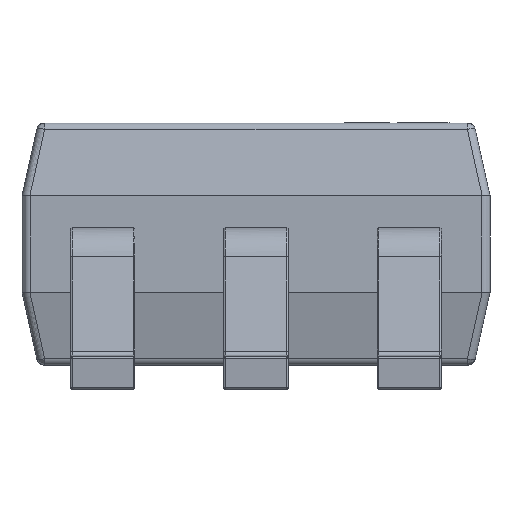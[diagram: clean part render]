
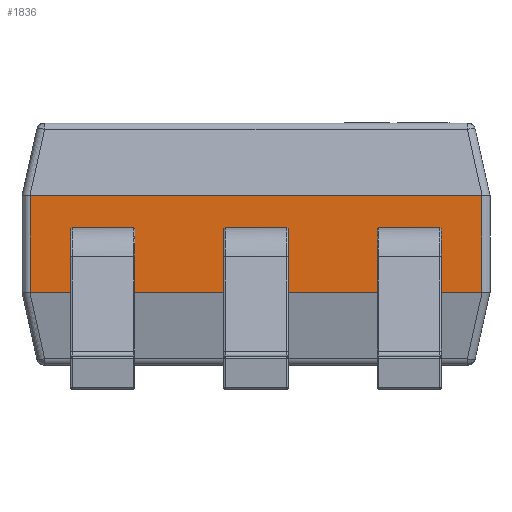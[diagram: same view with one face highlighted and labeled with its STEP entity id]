
A CAD part, left-side view. The second image highlights one B-rep face of the part: STEP entity #1836.
In plain terms, the highlighted free-form (B-spline) face has degree [1, 1] with [2, 2] control points.
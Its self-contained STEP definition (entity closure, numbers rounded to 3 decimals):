
#1836 = ADVANCED_FACE('',(#1837),#1867,.F.);
#1837 = FACE_BOUND('',#1838,.T.);
#1838 = EDGE_LOOP('',(#1839,#1848,#1855,#1862));
#1839 = ORIENTED_EDGE('',*,*,#1840,.T.);
#1840 = EDGE_CURVE('',#1841,#1843,#1845,.T.);
#1841 = VERTEX_POINT('',#1842);
#1842 = CARTESIAN_POINT('',(-0.8,-1.4,1.209));
#1843 = VERTEX_POINT('',#1844);
#1844 = CARTESIAN_POINT('',(-0.8,1.4,1.209));
#1845 = B_SPLINE_CURVE_WITH_KNOTS('',1,(#1846,#1847),.UNSPECIFIED.,.F.,
  .F.,(2,2),(-2.85,-0.05),.PIECEWISE_BEZIER_KNOTS.);
#1846 = CARTESIAN_POINT('',(-0.8,-1.4,1.209));
#1847 = CARTESIAN_POINT('',(-0.8,1.4,1.209));
#1848 = ORIENTED_EDGE('',*,*,#1849,.T.);
#1849 = EDGE_CURVE('',#1843,#1850,#1852,.T.);
#1850 = VERTEX_POINT('',#1851);
#1851 = CARTESIAN_POINT('',(-0.8,1.4,0.609));
#1852 = B_SPLINE_CURVE_WITH_KNOTS('',1,(#1853,#1854),.UNSPECIFIED.,.F.,
  .F.,(2,2),(0.45,1.05),.PIECEWISE_BEZIER_KNOTS.);
#1853 = CARTESIAN_POINT('',(-0.8,1.4,1.209));
#1854 = CARTESIAN_POINT('',(-0.8,1.4,0.609));
#1855 = ORIENTED_EDGE('',*,*,#1856,.T.);
#1856 = EDGE_CURVE('',#1850,#1857,#1859,.T.);
#1857 = VERTEX_POINT('',#1858);
#1858 = CARTESIAN_POINT('',(-0.8,-1.4,0.609));
#1859 = B_SPLINE_CURVE_WITH_KNOTS('',1,(#1860,#1861),.UNSPECIFIED.,.F.,
  .F.,(2,2),(0.05,2.85),.PIECEWISE_BEZIER_KNOTS.);
#1860 = CARTESIAN_POINT('',(-0.8,1.4,0.609));
#1861 = CARTESIAN_POINT('',(-0.8,-1.4,0.609));
#1862 = ORIENTED_EDGE('',*,*,#1863,.T.);
#1863 = EDGE_CURVE('',#1857,#1841,#1864,.T.);
#1864 = B_SPLINE_CURVE_WITH_KNOTS('',1,(#1865,#1866),.UNSPECIFIED.,.F.,
  .F.,(2,2),(-1.05,-0.45),.PIECEWISE_BEZIER_KNOTS.);
#1865 = CARTESIAN_POINT('',(-0.8,-1.4,0.609));
#1866 = CARTESIAN_POINT('',(-0.8,-1.4,1.209));
#1867 = B_SPLINE_SURFACE_WITH_KNOTS('',1,1,(
    (#1868,#1869)
    ,(#1870,#1871
    )),.UNSPECIFIED.,.F.,.F.,.F.,(2,2),(2,2),(-2.85,-0.05),(-1.05,
    -0.45),.PIECEWISE_BEZIER_KNOTS.);
#1868 = CARTESIAN_POINT('',(-0.8,-1.4,0.609));
#1869 = CARTESIAN_POINT('',(-0.8,-1.4,1.209));
#1870 = CARTESIAN_POINT('',(-0.8,1.4,0.609));
#1871 = CARTESIAN_POINT('',(-0.8,1.4,1.209));
